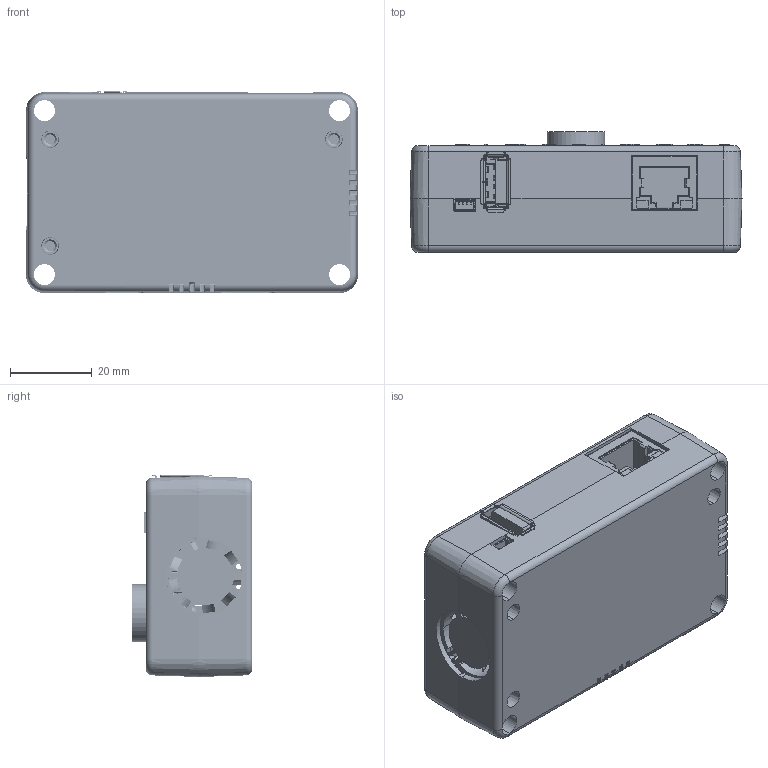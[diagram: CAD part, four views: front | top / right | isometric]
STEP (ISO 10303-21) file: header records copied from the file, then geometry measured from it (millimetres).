
FILE_DESCRIPTION (( 'STEP AP214' ), '1' );
FILE_NAME ('WCP-0150.step', '2023-01-25T23:39:23', ( '' ), ( '' ), 'SwSTEP 2.0', 'SolidWorks 2020', '' );
FILE_SCHEMA (( 'AUTOMOTIVE_DESIGN' ));
Length unit declared in the file: inch
Products named in the file (1): WCP-0150
Bounding box: 81.01 x 29.46 x 49.31 mm (x, y, z)
Surface area: 55251.1 mm2 (no closed solid volume)
Topology: 0 solids, 36 shells, 6335 faces, 17314 edges, 11019 vertices
Faces by surface type: plane 3782, cylinder 1667, bspline 397, torus 193, cone 152, sphere 144
Entity records: 295902 total; most frequent: CARTESIAN_POINT 80580, ORIENTED_EDGE 34436, DIRECTION 26624, EDGE_CURVE 17230, VECTOR 11144, LINE 11144, VERTEX_POINT 11012, AXIS2_PLACEMENT_3D 7740
